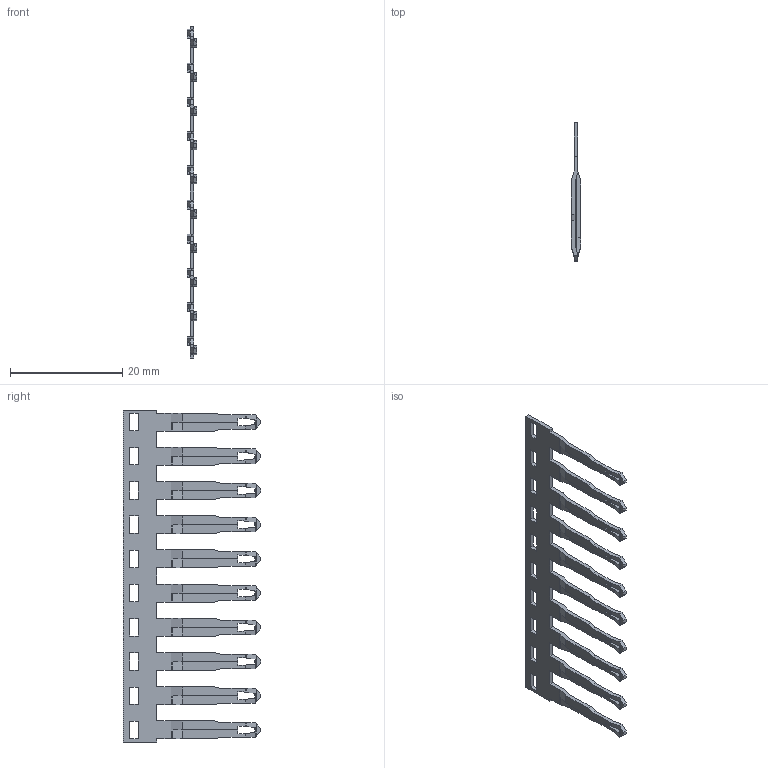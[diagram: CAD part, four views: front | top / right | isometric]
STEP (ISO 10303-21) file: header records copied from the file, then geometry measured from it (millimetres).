
FILE_DESCRIPTION((''),'2;1');
FILE_NAME('ASM0001_ASM','2022-07-14T12:51:10',('klemen.sitar'),('Audax d.o.o.'),'CREO PARAMETRIC BY PTC INC, 2021304','CREO PARAMETRIC BY PTC INC, 2021304','');
FILE_SCHEMA(('AP242_MANAGED_MODEL_BASED_3D_ENGINEERING_MIM_LF { 1 0 10303 442 1 1 4 }'));
Length unit declared in the file: millimetre
Products named in the file (2): PTC0402-128170_1; ASM0001_ASM
Assembly tree (1 placements, depth 2):
  ASM0001_ASM
    PTC0402-128170_1
Bounding box: 1.7 x 24.6 x 59.2 mm (x, y, z)
Volume: 568.8 mm3; surface area: 2249.7 mm2
Topology: 1 solids, 1 shells, 486 faces, 1432 edges, 928 vertices
Faces by surface type: plane 386, cylinder 100
Entity records: 21908 total; most frequent: CARTESIAN_POINT 3996, ORIENTED_EDGE 2864, DIRECTION 2536, PRESENTATION_STYLE_ASSIGNMENT 1456, STYLED_ITEM 1456, CURVE_STYLE 1455, EDGE_CURVE 1432, VECTOR 1152
